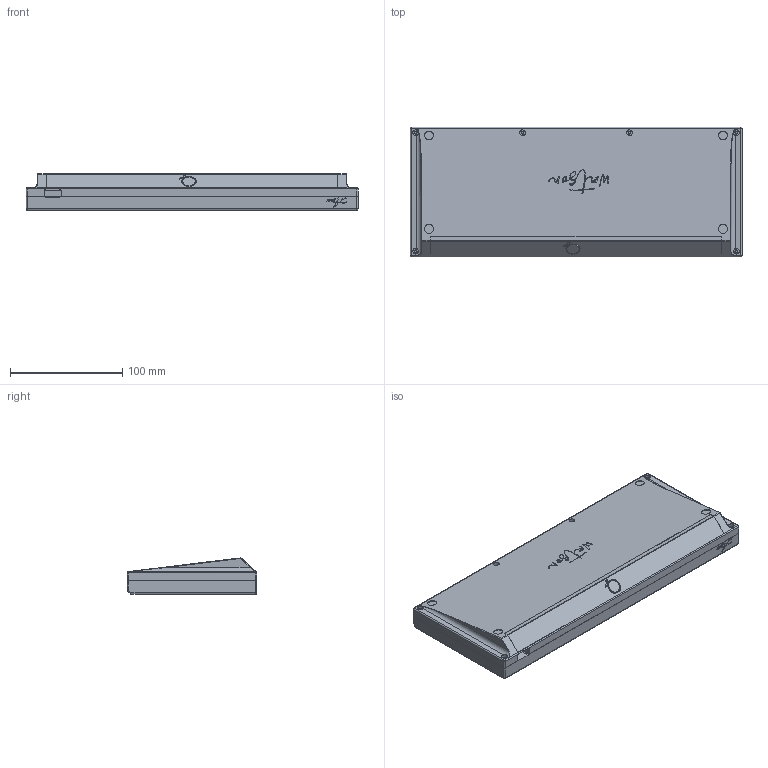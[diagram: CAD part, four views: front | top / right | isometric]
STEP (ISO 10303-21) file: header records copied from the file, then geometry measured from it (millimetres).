
FILE_DESCRIPTION(/* description */ (''),/* implementation_level */ '2;1');
FILE_NAME(/* name */ 'Ame60 full.step',/* time_stamp */ '2023-05-08T18:18:12+07:00',/* author */ (''),/* organization */ (''),/* preprocessor_version */ 'ST-DEVELOPER v19.2',/* originating_system */ 'Autodesk Translation Framework v12.4.0.73',/* authorisation */ '');
FILE_SCHEMA (('AUTOMOTIVE_DESIGN { 1 0 10303 214 3 1 1 }'));
Length unit declared in the file: millimetre
Products named in the file (1): Ame60 full
Bounding box: 296.25 x 115.77 x 32.3 mm (x, y, z)
Volume: 404233.7 mm3; surface area: 168715.5 mm2
Topology: 12 solids, 12 shells, 1315 faces, 3638 edges, 2390 vertices
Faces by surface type: plane 552, cylinder 452, bspline 273, cone 28, sphere 10
Full cylindrical faces by diameter (mm): 2.075 x14, 2.5 x14, 5 x10, 8 x4, 11.128 x1
Entity records: 45080 total; most frequent: CARTESIAN_POINT 12113, ORIENTED_EDGE 7272, DIRECTION 6117, EDGE_CURVE 3636, VERTEX_POINT 2390, LINE 2149, VECTOR 2149, AXIS2_PLACEMENT_3D 1984
